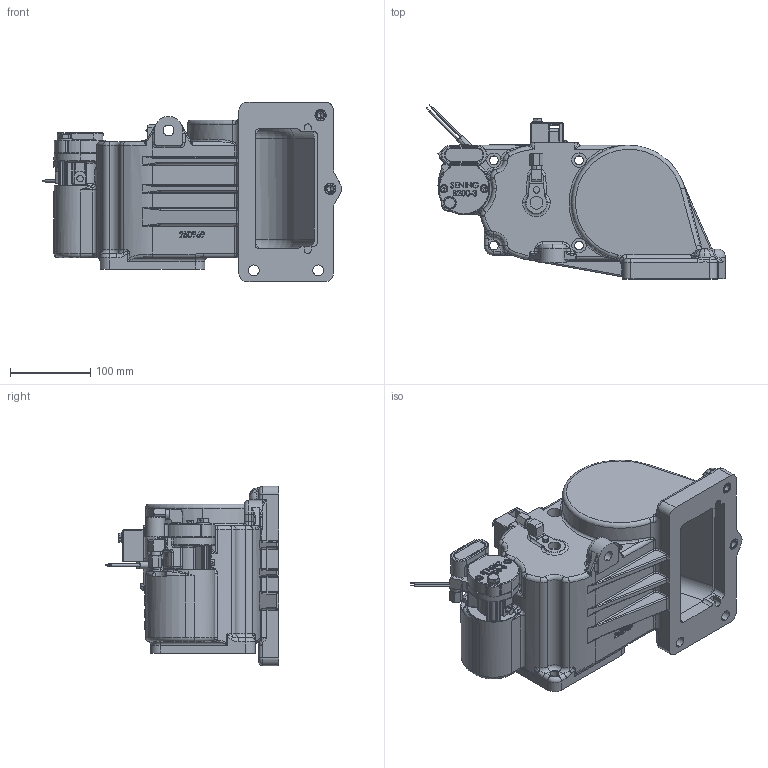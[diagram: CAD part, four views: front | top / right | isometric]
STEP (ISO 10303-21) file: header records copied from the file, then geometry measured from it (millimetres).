
FILE_DESCRIPTION (( 'STEP AP214' ), '1' );
FILE_NAME ('GVB80PE_251193.STEP', '2014-09-10T08:25:39', ( 'Admin2' ), ( '' ), 'SwSTEP 2.0', 'SolidWorks 2010', '' );
FILE_SCHEMA (( 'AUTOMOTIVE_DESIGN' ));
Length unit declared in the file: millimetre
Products named in the file (1): GVB80PE_251193
Bounding box: 371.72 x 216.22 x 223 mm (x, y, z)
Volume: 2922759.8 mm3; surface area: 636361.1 mm2
Topology: 30 solids, 30 shells, 2913 faces, 7223 edges, 4369 vertices
Faces by surface type: plane 937, cylinder 754, bspline 614, torus 341, cone 247, sphere 20
Entity records: 152101 total; most frequent: CARTESIAN_POINT 55136, ORIENTED_EDGE 14166, DIRECTION 12309, EDGE_CURVE 7083, AXIS2_PLACEMENT_3D 4613, VERTEX_POINT 4363, EDGE_LOOP 3158, VECTOR 3083
